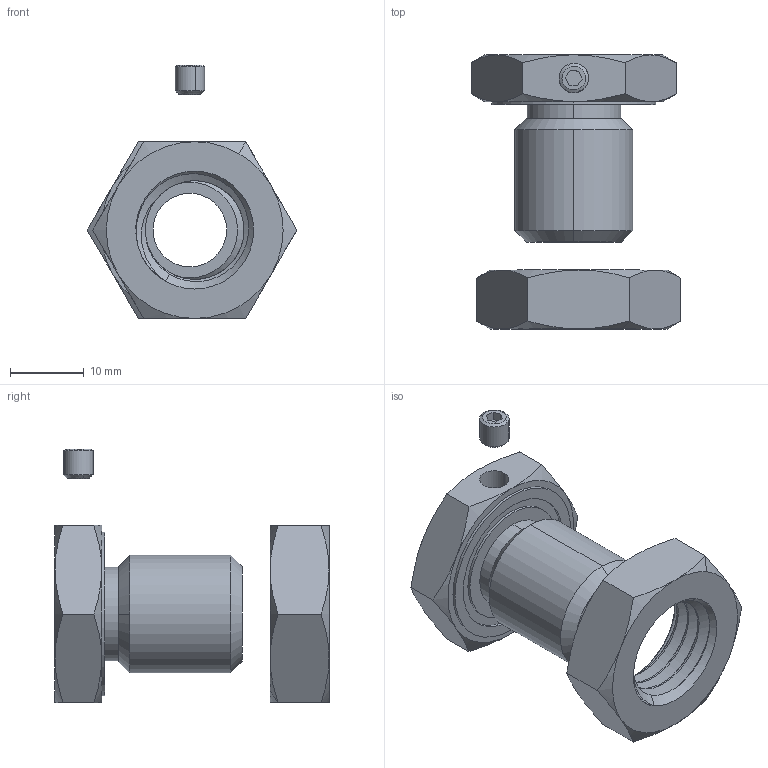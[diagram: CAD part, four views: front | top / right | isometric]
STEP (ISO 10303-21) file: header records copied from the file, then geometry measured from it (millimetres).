
FILE_DESCRIPTION (( 'STEP AP203' ), '1' );
FILE_NAME ('S8013H03.STEP', '2017-04-07T13:37:55', ( '' ), ( '' ), 'SwSTEP 2.0', 'SolidWorks 2016', '' );
FILE_SCHEMA (( 'CONFIG_CONTROL_DESIGN' ));
Length unit declared in the file: inch
Products named in the file (4): Socket Set Screw Cup Point_AM_B18.3.6M - M4 x 0.7 x 4 Hex Socket Type I Cup Pt. SS --N; S8013H03; 90695A125_CLASS 04 STEEL THIN HEX NUT - DIN 439B_90695A125; S8013H03-H_1
Assembly tree (3 placements, depth 2):
  S8013H03
    S8013H03-H_1
    90695A125_CLASS 04 STEEL THIN HEX NUT - DIN 439B_90695A125
    Socket Set Screw Cup Point_AM_B18.3.6M - M4 x 0.7 x 4 Hex Socket Type I Cup Pt. SS --N
Bounding box: 28.45 x 37.21 x 34.47 mm (x, y, z)
Volume: 7321 mm3; surface area: 5165.4 mm2
Topology: 3 solids, 3 shells, 106 faces, 252 edges, 155 vertices
Faces by surface type: cone 49, plane 29, cylinder 25, bspline 3
Entity records: 4672 total; most frequent: CARTESIAN_POINT 1950, ORIENTED_EDGE 500, DIRECTION 462, EDGE_CURVE 250, AXIS2_PLACEMENT_3D 195, VERTEX_POINT 155, EDGE_LOOP 117, FACE_OUTER_BOUND 106
